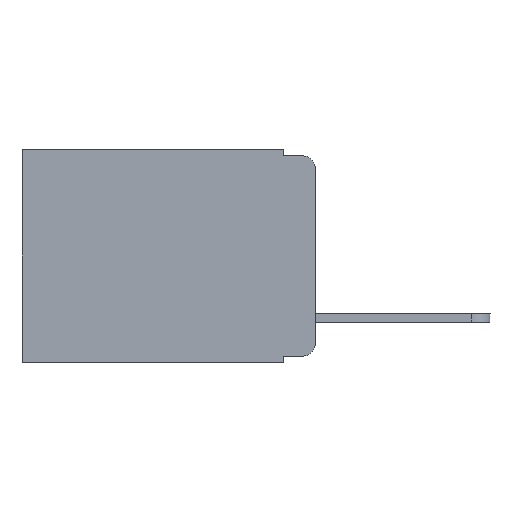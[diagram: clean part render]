
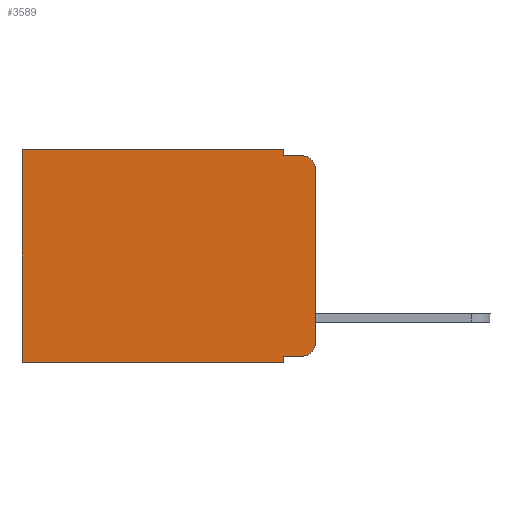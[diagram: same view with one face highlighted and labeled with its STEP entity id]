
A CAD part, left-side view. The second image highlights one B-rep face of the part: STEP entity #3589.
In plain terms, the highlighted planar face has unit normal (-1, 0, 0).
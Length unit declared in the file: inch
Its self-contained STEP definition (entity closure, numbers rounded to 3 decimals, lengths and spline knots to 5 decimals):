
#186 = CARTESIAN_POINT ( 'NONE',  ( 0.298, 0., 0. ) ) ;
#351 = CIRCLE ( 'NONE', #8708, 0.02 ) ;
#472 = DIRECTION ( 'NONE',  ( 0., -1., 0. ) ) ;
#632 = EDGE_CURVE ( 'NONE', #3218, #7755, #3819, .T. ) ;
#654 = AXIS2_PLACEMENT_3D ( 'NONE', #186, #7946, #1549 ) ;
#720 = ORIENTED_EDGE ( 'NONE', *, *, #632, .T. ) ;
#734 = DIRECTION ( 'NONE',  ( -1., 0., 0. ) ) ;
#1084 = VERTEX_POINT ( 'NONE', #6103 ) ;
#1191 = DIRECTION ( 'NONE',  ( 0., 1., 0. ) ) ;
#1549 = DIRECTION ( 'NONE',  ( 0., 0., -1. ) ) ;
#1902 = VECTOR ( 'NONE', #3527, 39.37008 ) ;
#1921 = EDGE_CURVE ( 'NONE', #5173, #8882, #4959, .T. ) ;
#2466 = CARTESIAN_POINT ( 'NONE',  ( 0.298, 0., -0.343 ) ) ;
#2632 = VECTOR ( 'NONE', #9166, 39.37008 ) ;
#2842 = VECTOR ( 'NONE', #1191, 39.37008 ) ;
#2876 = DIRECTION ( 'NONE',  ( 0., 0., -1. ) ) ;
#2920 = FACE_OUTER_BOUND ( 'NONE', #2969, .T. ) ;
#2945 = LINE ( 'NONE', #6448, #7070 ) ;
#2969 = EDGE_LOOP ( 'NONE', ( #4645, #6863, #9195, #8229, #720, #7817, #5069, #3629, #8836, #4826 ) ) ;
#2991 = CARTESIAN_POINT ( 'NONE',  ( 0.298, 0.02, -0.313 ) ) ;
#3218 = VERTEX_POINT ( 'NONE', #6174 ) ;
#3382 = EDGE_CURVE ( 'NONE', #4456, #9217, #5851, .T. ) ;
#3436 = EDGE_CURVE ( 'NONE', #5202, #9217, #351, .T. ) ;
#3527 = DIRECTION ( 'NONE',  ( 0., 1., 0. ) ) ;
#3533 = LINE ( 'NONE', #7536, #8130 ) ;
#3589 = ADVANCED_FACE ( 'NONE', ( #2920 ), #3717, .F. ) ;
#3629 = ORIENTED_EDGE ( 'NONE', *, *, #7148, .F. ) ;
#3717 = PLANE ( 'NONE',  #654 ) ;
#3819 = LINE ( 'NONE', #6345, #1902 ) ;
#3940 = VECTOR ( 'NONE', #472, 39.37008 ) ;
#4048 = VERTEX_POINT ( 'NONE', #5687 ) ;
#4213 = EDGE_CURVE ( 'NONE', #5202, #5579, #4249, .T. ) ;
#4219 = DIRECTION ( 'NONE',  ( -1., 0., 0. ) ) ;
#4249 = LINE ( 'NONE', #8920, #4911 ) ;
#4337 = LINE ( 'NONE', #5621, #7805 ) ;
#4407 = CARTESIAN_POINT ( 'NONE',  ( 0.298, 0.473, 0. ) ) ;
#4456 = VERTEX_POINT ( 'NONE', #8567 ) ;
#4540 = CARTESIAN_POINT ( 'NONE',  ( 0.298, 0.051, -0.343 ) ) ;
#4645 = ORIENTED_EDGE ( 'NONE', *, *, #4213, .F. ) ;
#4826 = ORIENTED_EDGE ( 'NONE', *, *, #5754, .T. ) ;
#4911 = VECTOR ( 'NONE', #6099, 39.37008 ) ;
#4959 = LINE ( 'NONE', #2466, #2842 ) ;
#5069 = ORIENTED_EDGE ( 'NONE', *, *, #1921, .F. ) ;
#5173 = VERTEX_POINT ( 'NONE', #4540 ) ;
#5202 = VERTEX_POINT ( 'NONE', #7348 ) ;
#5579 = VERTEX_POINT ( 'NONE', #8403 ) ;
#5607 = EDGE_CURVE ( 'NONE', #7755, #8882, #4337, .T. ) ;
#5621 = CARTESIAN_POINT ( 'NONE',  ( 0.298, 0.473, 0. ) ) ;
#5687 = CARTESIAN_POINT ( 'NONE',  ( 0.298, 0.02, -0.333 ) ) ;
#5700 = CARTESIAN_POINT ( 'NONE',  ( 0.298, 0.473, -0.343 ) ) ;
#5754 = EDGE_CURVE ( 'NONE', #4048, #5579, #6681, .T. ) ;
#5851 = LINE ( 'NONE', #7022, #3940 ) ;
#6022 = AXIS2_PLACEMENT_3D ( 'NONE', #2991, #734, #8008 ) ;
#6079 = CARTESIAN_POINT ( 'NONE',  ( 0.298, 0.02, -0.01 ) ) ;
#6099 = DIRECTION ( 'NONE',  ( 0., 0., -1. ) ) ;
#6103 = CARTESIAN_POINT ( 'NONE',  ( 0.298, 0.051, -0.333 ) ) ;
#6174 = CARTESIAN_POINT ( 'NONE',  ( 0.298, 0.051, 0. ) ) ;
#6289 = CARTESIAN_POINT ( 'NONE',  ( 0.298, 0.051, -0.333 ) ) ;
#6345 = CARTESIAN_POINT ( 'NONE',  ( 0.298, 0., 0. ) ) ;
#6448 = CARTESIAN_POINT ( 'NONE',  ( 0.298, 0.051, 0. ) ) ;
#6478 = DIRECTION ( 'NONE',  ( 0., 0., -1. ) ) ;
#6681 = CIRCLE ( 'NONE', #6022, 0.02 ) ;
#6863 = ORIENTED_EDGE ( 'NONE', *, *, #3436, .T. ) ;
#7022 = CARTESIAN_POINT ( 'NONE',  ( 0.298, 0.051, -0.01 ) ) ;
#7070 = VECTOR ( 'NONE', #6478, 39.37008 ) ;
#7148 = EDGE_CURVE ( 'NONE', #1084, #5173, #3533, .T. ) ;
#7149 = CARTESIAN_POINT ( 'NONE',  ( 0.298, 0.02, -0.03 ) ) ;
#7348 = CARTESIAN_POINT ( 'NONE',  ( 0.298, 0., -0.03 ) ) ;
#7514 = EDGE_CURVE ( 'NONE', #1084, #4048, #8123, .T. ) ;
#7536 = CARTESIAN_POINT ( 'NONE',  ( 0.298, 0.051, 0. ) ) ;
#7755 = VERTEX_POINT ( 'NONE', #4407 ) ;
#7805 = VECTOR ( 'NONE', #8568, 39.37008 ) ;
#7817 = ORIENTED_EDGE ( 'NONE', *, *, #5607, .T. ) ;
#7946 = DIRECTION ( 'NONE',  ( 1., 0., 0. ) ) ;
#8008 = DIRECTION ( 'NONE',  ( 0., 0., -1. ) ) ;
#8123 = LINE ( 'NONE', #6289, #2632 ) ;
#8130 = VECTOR ( 'NONE', #8255, 39.37008 ) ;
#8229 = ORIENTED_EDGE ( 'NONE', *, *, #8965, .F. ) ;
#8255 = DIRECTION ( 'NONE',  ( 0., 0., -1. ) ) ;
#8403 = CARTESIAN_POINT ( 'NONE',  ( 0.298, 0., -0.313 ) ) ;
#8567 = CARTESIAN_POINT ( 'NONE',  ( 0.298, 0.051, -0.01 ) ) ;
#8568 = DIRECTION ( 'NONE',  ( 0., 0., -1. ) ) ;
#8708 = AXIS2_PLACEMENT_3D ( 'NONE', #7149, #4219, #2876 ) ;
#8836 = ORIENTED_EDGE ( 'NONE', *, *, #7514, .T. ) ;
#8882 = VERTEX_POINT ( 'NONE', #5700 ) ;
#8920 = CARTESIAN_POINT ( 'NONE',  ( 0.298, 0., 0. ) ) ;
#8965 = EDGE_CURVE ( 'NONE', #3218, #4456, #2945, .T. ) ;
#9166 = DIRECTION ( 'NONE',  ( 0., -1., 0. ) ) ;
#9195 = ORIENTED_EDGE ( 'NONE', *, *, #3382, .F. ) ;
#9217 = VERTEX_POINT ( 'NONE', #6079 ) ;
